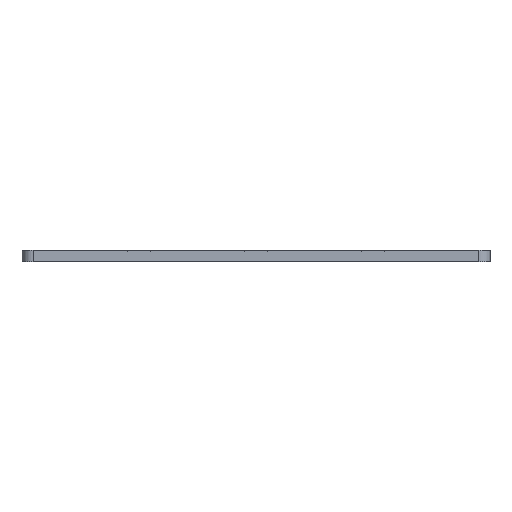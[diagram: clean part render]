
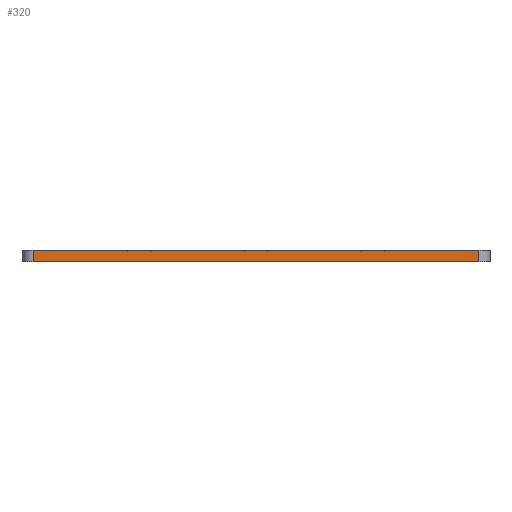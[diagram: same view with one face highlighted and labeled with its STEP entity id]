
A CAD part, front view. The second image highlights one B-rep face of the part: STEP entity #320.
In plain terms, the highlighted planar face has unit normal (0, -1, 0).
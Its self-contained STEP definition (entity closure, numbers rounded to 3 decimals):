
#320=ADVANCED_FACE('',(#762),#6466,.T.);
#762=FACE_OUTER_BOUND('',#1180,.T.);
#1180=EDGE_LOOP('',(#2712,#2713,#2714,#2715));
#2712=ORIENTED_EDGE('',*,*,#4047,.F.);
#2713=ORIENTED_EDGE('',*,*,#4048,.F.);
#2714=ORIENTED_EDGE('',*,*,#4049,.F.);
#2715=ORIENTED_EDGE('',*,*,#3262,.F.);
#3262=EDGE_CURVE('',#5528,#5529,#4838,.T.);
#4047=EDGE_CURVE('',#6030,#5528,#5395,.T.);
#4048=EDGE_CURVE('',#6031,#6030,#5396,.T.);
#4049=EDGE_CURVE('',#5529,#6031,#5397,.T.);
#4838=B_SPLINE_CURVE_WITH_KNOTS('',1,(#10710,#10711),.UNSPECIFIED.,.F.,
 .F.,(2,2),(0.,160.),.UNSPECIFIED.);
#5395=B_SPLINE_CURVE_WITH_KNOTS('',1,(#12508,#12509),.UNSPECIFIED.,.F.,
 .F.,(2,2),(-4.15,0.),.UNSPECIFIED.);
#5396=B_SPLINE_CURVE_WITH_KNOTS('',1,(#12510,#12511),.UNSPECIFIED.,.F.,
 .F.,(2,2),(-160.,0.),.UNSPECIFIED.);
#5397=B_SPLINE_CURVE_WITH_KNOTS('',1,(#12512,#12513),.UNSPECIFIED.,.F.,
 .F.,(2,2),(-4.15,0.),.UNSPECIFIED.);
#5528=VERTEX_POINT('',#10118);
#5529=VERTEX_POINT('',#10119);
#6030=VERTEX_POINT('',#10620);
#6031=VERTEX_POINT('',#10621);
#6466=PLANE('',#6828);
#6828=AXIS2_PLACEMENT_3D('',#9686,#7425,$);
#7425=DIRECTION('',(0.,-1.,0.));
#9686=CARTESIAN_POINT('',(159.,-21.,-0.415));
#10118=CARTESIAN_POINT('',(143.,-21.,0.));
#10119=CARTESIAN_POINT('',(-17.,-21.,0.));
#10620=CARTESIAN_POINT('',(143.,-21.,4.15));
#10621=CARTESIAN_POINT('',(-17.,-21.,4.15));
#10710=CARTESIAN_POINT('',(143.,-21.,0.));
#10711=CARTESIAN_POINT('',(-17.,-21.,0.));
#12508=CARTESIAN_POINT('',(143.,-21.,4.15));
#12509=CARTESIAN_POINT('',(143.,-21.,0.));
#12510=CARTESIAN_POINT('',(-17.,-21.,4.15));
#12511=CARTESIAN_POINT('',(143.,-21.,4.15));
#12512=CARTESIAN_POINT('',(-17.,-21.,0.));
#12513=CARTESIAN_POINT('',(-17.,-21.,4.15));
